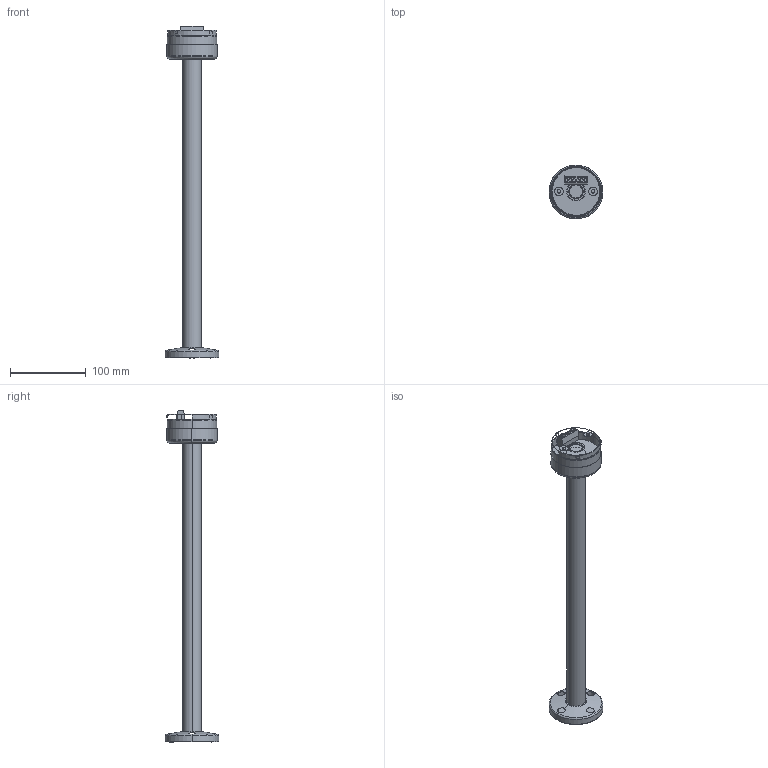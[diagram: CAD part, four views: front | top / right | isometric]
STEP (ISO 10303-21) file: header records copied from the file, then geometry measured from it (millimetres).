
FILE_DESCRIPTION((''),'2;1');
FILE_NAME('BMR-70mm-tube40cm SS.stp','2012-12-11T14:36:38',(''),(''),'Mechanical Desktop 2011','Mechanical Desktop 2011',', , ');
FILE_SCHEMA(('CONFIG_CONTROL_DESIGN'));
Length unit declared in the file: millimetre
Products named in the file (1): Product
Bounding box: 71 x 71 x 437.5 mm (x, y, z)
Volume: 247770.3 mm3; surface area: 67733 mm2
Topology: 3 solids, 23 shells, 62 faces, 313 edges, 327 vertices
Faces by surface type: bspline 29, cylinder 17, plane 6, torus 6, cone 4
Entity records: 4236 total; most frequent: CARTESIAN_POINT 2288, DIRECTION 256, ORIENTED_EDGE 158, QUASI_UNIFORM_CURVE 158, PCURVE 156, COMPOSITE_CURVE_SEGMENT 156, EDGE_CURVE 138, VERTEX_POINT 130
